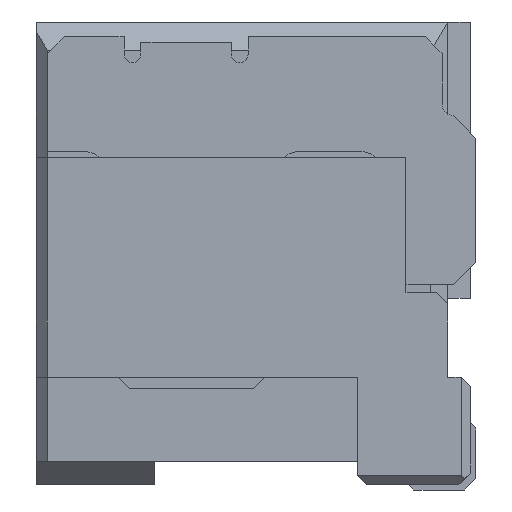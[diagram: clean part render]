
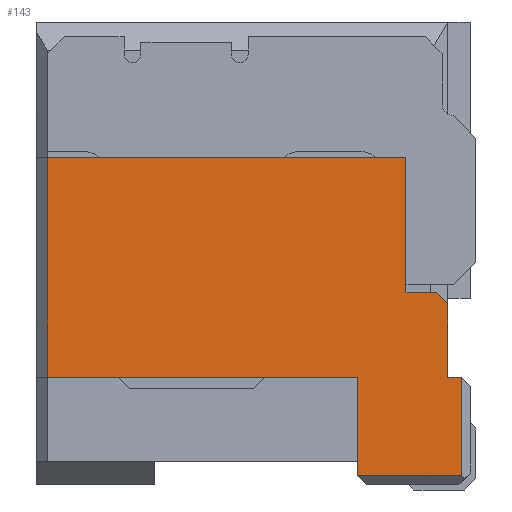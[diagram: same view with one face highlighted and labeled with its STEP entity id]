
A CAD part, left-side view. The second image highlights one B-rep face of the part: STEP entity #143.
In plain terms, the highlighted planar face has unit normal (-1, 0, 0).
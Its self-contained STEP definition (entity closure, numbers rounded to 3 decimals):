
#143=ADVANCED_FACE('',(#465),#466,.T.);
#465=FACE_OUTER_BOUND('',#944,.T.);
#466=PLANE('',#945);
#944=EDGE_LOOP('',(#1953,#1954,#1955,#1956,#1957,#1958,#1959,#1960,#1961,#1962,#1963));
#945=AXIS2_PLACEMENT_3D('',#1964,#1965,#1966);
#1953=ORIENTED_EDGE('',*,*,#3585,.T.);
#1954=ORIENTED_EDGE('',*,*,#3586,.T.);
#1955=ORIENTED_EDGE('',*,*,#3375,.T.);
#1956=ORIENTED_EDGE('',*,*,#3587,.T.);
#1957=ORIENTED_EDGE('',*,*,#3588,.T.);
#1958=ORIENTED_EDGE('',*,*,#3589,.F.);
#1959=ORIENTED_EDGE('',*,*,#3590,.F.);
#1960=ORIENTED_EDGE('',*,*,#3591,.F.);
#1961=ORIENTED_EDGE('',*,*,#3592,.T.);
#1962=ORIENTED_EDGE('',*,*,#3593,.F.);
#1963=ORIENTED_EDGE('',*,*,#3584,.F.);
#1964=CARTESIAN_POINT('',(-2.875,1.825,-1.2));
#1965=DIRECTION('',(-1.0,0.0,0.0));
#1966=DIRECTION('',(0.0,0.0,1.0));
#3375=EDGE_CURVE('',#4127,#4125,#4128,.T.);
#3584=EDGE_CURVE('',#4474,#4470,#4476,.T.);
#3585=EDGE_CURVE('',#4474,#4477,#4478,.T.);
#3586=EDGE_CURVE('',#4477,#4127,#4479,.T.);
#3587=EDGE_CURVE('',#4125,#4480,#4481,.T.);
#3588=EDGE_CURVE('',#4480,#4482,#4483,.T.);
#3589=EDGE_CURVE('',#4484,#4482,#4485,.T.);
#3590=EDGE_CURVE('',#4486,#4484,#4487,.T.);
#3591=EDGE_CURVE('',#4488,#4486,#4489,.T.);
#3592=EDGE_CURVE('',#4488,#4490,#4491,.T.);
#3593=EDGE_CURVE('',#4470,#4490,#4492,.T.);
#4125=VERTEX_POINT('',#5276);
#4127=VERTEX_POINT('',#5279);
#4128=LINE('',#5280,#5281);
#4470=VERTEX_POINT('',#5841);
#4474=VERTEX_POINT('',#5847);
#4476=LINE('',#5850,#5851);
#4477=VERTEX_POINT('',#5852);
#4478=LINE('',#5853,#5854);
#4479=LINE('',#5855,#5856);
#4480=VERTEX_POINT('',#5857);
#4481=LINE('',#5858,#5859);
#4482=VERTEX_POINT('',#5860);
#4483=LINE('',#5861,#5862);
#4484=VERTEX_POINT('',#5863);
#4485=LINE('',#5864,#5865);
#4486=VERTEX_POINT('',#5866);
#4487=LINE('',#5867,#5868);
#4488=VERTEX_POINT('',#5869);
#4489=LINE('',#5870,#5871);
#4490=VERTEX_POINT('',#5872);
#4491=LINE('',#5873,#5874);
#4492=LINE('',#5875,#5876);
#5276=CARTESIAN_POINT('',(-2.875,-1.825,-0.55));
#5279=CARTESIAN_POINT('',(-2.875,-1.825,-1.2));
#5280=CARTESIAN_POINT('',(-2.875,-1.825,-1.2));
#5281=VECTOR('',#6837,0.65);
#5841=CARTESIAN_POINT('',(-2.875,-1.025,-2.07));
#5847=CARTESIAN_POINT('',(-2.875,-1.945,-2.07));
#5850=CARTESIAN_POINT('',(-2.875,-1.945,-2.07));
#5851=VECTOR('',#7056,0.92);
#5852=CARTESIAN_POINT('',(-2.875,-1.945,-1.2));
#5853=CARTESIAN_POINT('',(-2.875,-1.945,-2.07));
#5854=VECTOR('',#7057,0.87);
#5855=CARTESIAN_POINT('',(-2.875,-1.945,-1.2));
#5856=VECTOR('',#7058,0.12);
#5857=CARTESIAN_POINT('',(-2.875,-1.725,-0.45));
#5858=CARTESIAN_POINT('',(-2.875,-1.825,-0.55));
#5859=VECTOR('',#7059,0.141);
#5860=CARTESIAN_POINT('',(-2.875,-1.455,-0.45));
#5861=CARTESIAN_POINT('',(-2.875,-1.725,-0.45));
#5862=VECTOR('',#7060,0.27);
#5863=CARTESIAN_POINT('',(-2.875,-1.455,0.75));
#5864=CARTESIAN_POINT('',(-2.875,-1.455,0.75));
#5865=VECTOR('',#7061,1.2);
#5866=CARTESIAN_POINT('',(-2.875,1.725,0.75));
#5867=CARTESIAN_POINT('',(-2.875,1.725,0.75));
#5868=VECTOR('',#7062,3.18);
#5869=CARTESIAN_POINT('',(-2.875,1.725,-1.2));
#5870=CARTESIAN_POINT('',(-2.875,1.725,-1.2));
#5871=VECTOR('',#7063,1.95);
#5872=CARTESIAN_POINT('',(-2.875,-1.025,-1.2));
#5873=CARTESIAN_POINT('',(-2.875,1.725,-1.2));
#5874=VECTOR('',#7064,2.75);
#5875=CARTESIAN_POINT('',(-2.875,-1.025,-2.07));
#5876=VECTOR('',#7065,0.87);
#6837=DIRECTION('',(0.0,0.0,1.0));
#7056=DIRECTION('',(0.0,1.0,0.0));
#7057=DIRECTION('',(0.0,0.0,1.0));
#7058=DIRECTION('',(0.0,1.0,0.0));
#7059=DIRECTION('',(0.0,0.707,0.707));
#7060=DIRECTION('',(0.0,1.0,0.0));
#7061=DIRECTION('',(0.0,0.0,-1.0));
#7062=DIRECTION('',(0.0,-1.0,0.0));
#7063=DIRECTION('',(0.0,0.0,1.0));
#7064=DIRECTION('',(0.0,-1.0,0.0));
#7065=DIRECTION('',(0.0,0.0,1.0));
